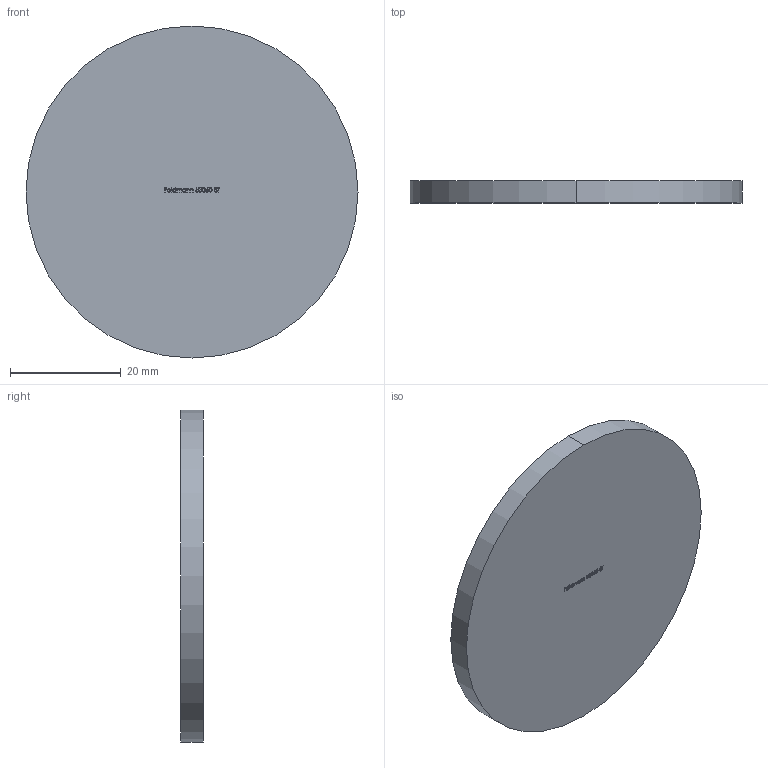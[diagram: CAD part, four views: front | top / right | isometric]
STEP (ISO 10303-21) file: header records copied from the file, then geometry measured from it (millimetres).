
FILE_DESCRIPTION (( 'STEP AP203' ), '1' );
FILE_NAME ('53060-ST.step', '2019-04-03T11:39:18', ( '' ), ( '' ), 'SwSTEP 2.0', 'SolidWorks 2015', '' );
FILE_SCHEMA (( 'CONFIG_CONTROL_DESIGN' ));
Length unit declared in the file: millimetre
Products named in the file (1): 53060-ST
Bounding box: 60 x 4 x 60 mm (x, y, z)
Volume: 11309.5 mm3; surface area: 6414.2 mm2
Topology: 1 solids, 1 shells, 218 faces, 582 edges, 388 vertices
Faces by surface type: bspline 112, plane 104, cylinder 2
Entity records: 12767 total; most frequent: CARTESIAN_POINT 8013, ORIENTED_EDGE 1164, EDGE_CURVE 582, DIRECTION 576, VERTEX_POINT 388, LINE 354, VECTOR 354, EDGE_LOOP 240
